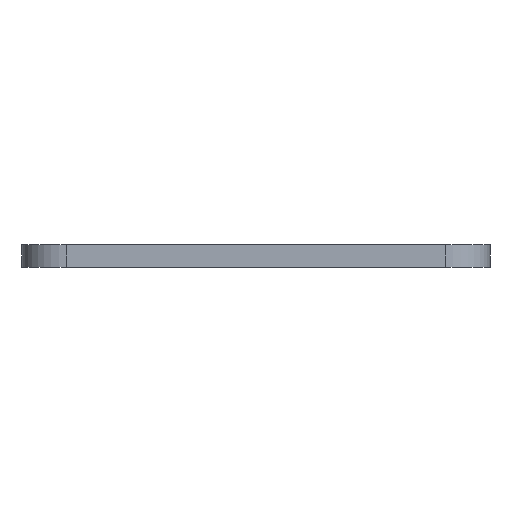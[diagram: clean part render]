
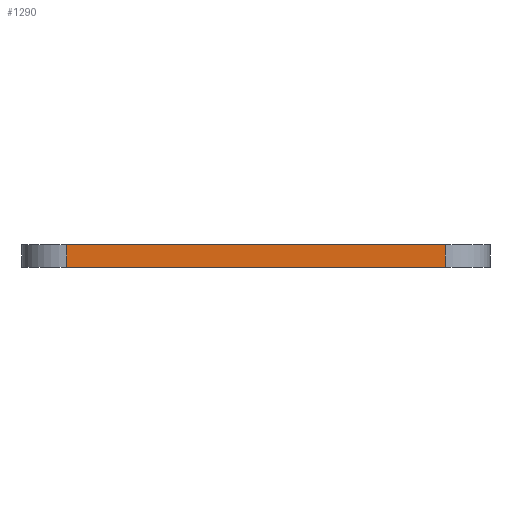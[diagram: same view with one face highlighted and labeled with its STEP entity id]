
A CAD part, left-side view. The second image highlights one B-rep face of the part: STEP entity #1290.
In plain terms, the highlighted planar face has unit normal (-1, 0, 0).
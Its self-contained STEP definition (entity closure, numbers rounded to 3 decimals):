
#98=PLANE('',#1456);
#158=FACE_OUTER_BOUND('',#254,.T.);
#254=EDGE_LOOP('',(#1121,#1122,#1123,#1124));
#304=LINE('',#1887,#386);
#315=LINE('',#1994,#397);
#320=LINE('',#2007,#402);
#373=LINE('',#2194,#455);
#386=VECTOR('',#1498,10.);
#397=VECTOR('',#1599,10.);
#402=VECTOR('',#1612,10.);
#455=VECTOR('',#1841,10.);
#562=VERTEX_POINT('',#1884);
#563=VERTEX_POINT('',#1886);
#614=VERTEX_POINT('',#1992);
#618=VERTEX_POINT('',#2006);
#683=EDGE_CURVE('',#562,#563,#304,.T.);
#737=EDGE_CURVE('',#614,#562,#315,.T.);
#743=EDGE_CURVE('',#563,#618,#320,.T.);
#837=EDGE_CURVE('',#618,#614,#373,.T.);
#1121=ORIENTED_EDGE('',*,*,#737,.F.);
#1122=ORIENTED_EDGE('',*,*,#837,.F.);
#1123=ORIENTED_EDGE('',*,*,#743,.F.);
#1124=ORIENTED_EDGE('',*,*,#683,.F.);
#1290=ADVANCED_FACE('',(#158),#98,.T.);
#1456=AXIS2_PLACEMENT_3D('',#2193,#1839,#1840);
#1498=DIRECTION('',(0.,-1.,0.));
#1599=DIRECTION('',(0.,0.,1.));
#1612=DIRECTION('',(0.,0.,-1.));
#1839=DIRECTION('center_axis',(-1.,0.,0.));
#1840=DIRECTION('ref_axis',(0.,-1.,0.));
#1841=DIRECTION('',(0.,1.,0.));
#1884=CARTESIAN_POINT('',(-75.,42.5,5.));
#1886=CARTESIAN_POINT('',(-75.,-42.5,5.));
#1887=CARTESIAN_POINT('',(-75.,-52.5,5.));
#1992=CARTESIAN_POINT('',(-75.,42.5,0.));
#1994=CARTESIAN_POINT('',(-75.,42.5,0.));
#2006=CARTESIAN_POINT('',(-75.,-42.5,0.));
#2007=CARTESIAN_POINT('',(-75.,-42.5,0.));
#2193=CARTESIAN_POINT('Origin',(-75.,52.5,0.));
#2194=CARTESIAN_POINT('',(-75.,-52.5,0.));
